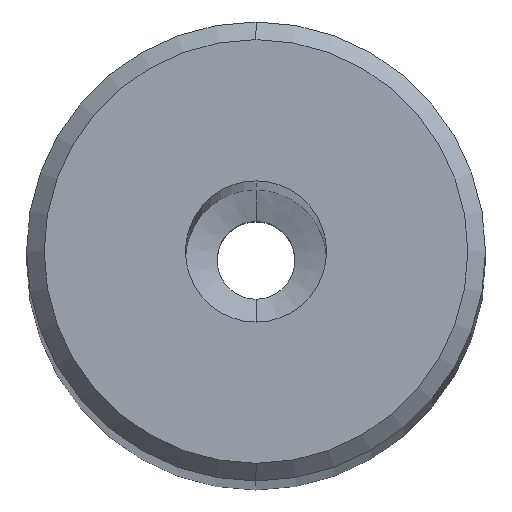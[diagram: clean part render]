
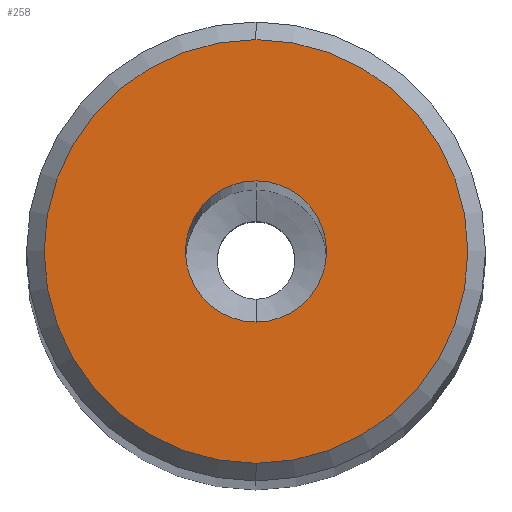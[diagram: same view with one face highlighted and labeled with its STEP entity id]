
A CAD part, top view. The second image highlights one B-rep face of the part: STEP entity #258.
In plain terms, the highlighted planar face has unit normal (0, 0, 1).
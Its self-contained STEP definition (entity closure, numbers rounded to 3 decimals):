
#120=VERTEX_POINT('NONE',#296);
#134=VERTEX_POINT('NONE',#312);
#168=EDGE_CURVE('NONE',#120,#134,#350,.T.);
#172=VERTEX_POINT('NONE',#354);
#178=EDGE_CURVE('NONE',#134,#120,#362,.T.);
#190=EDGE_CURVE('NONE',#248,#172,#376,.T.);
#196=EDGE_CURVE('NONE',#172,#248,#382,.T.);
#248=VERTEX_POINT('NONE',#443);
#258=ADVANCED_FACE('NONE',(#454,#455),#456,.F.);
#296=CARTESIAN_POINT('',(0.0,2.0,147.0));
#312=CARTESIAN_POINT('',(0.,-2.0,147.0));
#350=CIRCLE('',#557,2.0);
#354=CARTESIAN_POINT('',(0.,6.,147.0));
#362=CIRCLE('',#572,2.0);
#376=CIRCLE('',#593,6.);
#382=CIRCLE('',#603,6.);
#443=CARTESIAN_POINT('',(0.0,-6.,147.0));
#454=FACE_OUTER_BOUND('',#691,.T.);
#455=FACE_BOUND('',#692,.T.);
#456=PLANE('',#693);
#557=AXIS2_PLACEMENT_3D('',#779,#780,#781);
#572=AXIS2_PLACEMENT_3D('',#796,#797,#798);
#593=AXIS2_PLACEMENT_3D('',#810,#811,#812);
#603=AXIS2_PLACEMENT_3D('',#817,#818,#819);
#691=EDGE_LOOP('',(#929,#930));
#692=EDGE_LOOP('',(#931,#932));
#693=AXIS2_PLACEMENT_3D('',#933,#934,#935);
#779=CARTESIAN_POINT('',(0.0,0.0,147.0));
#780=DIRECTION('',(0.0,-0.0,1.0));
#781=DIRECTION('',(0.0,1.0,0.0));
#796=CARTESIAN_POINT('',(0.0,0.0,147.0));
#797=DIRECTION('',(0.0,-0.0,1.0));
#798=DIRECTION('',(0.0,1.0,0.0));
#810=CARTESIAN_POINT('',(0.0,0.0,147.0));
#811=DIRECTION('',(-0.0,0.0,1.0));
#812=DIRECTION('',(0.0,-1.0,0.0));
#817=CARTESIAN_POINT('',(0.0,0.0,147.0));
#818=DIRECTION('',(-0.0,0.0,1.0));
#819=DIRECTION('',(0.0,-1.0,0.0));
#929=ORIENTED_EDGE('',*,*,#190,.T.);
#930=ORIENTED_EDGE('',*,*,#196,.T.);
#931=ORIENTED_EDGE('',*,*,#168,.F.);
#932=ORIENTED_EDGE('',*,*,#178,.F.);
#933=CARTESIAN_POINT('',(-6.5,0.0,147.0));
#934=DIRECTION('',(0.0,0.0,-1.0));
#935=DIRECTION('',(-1.0,0.0,0.0));
